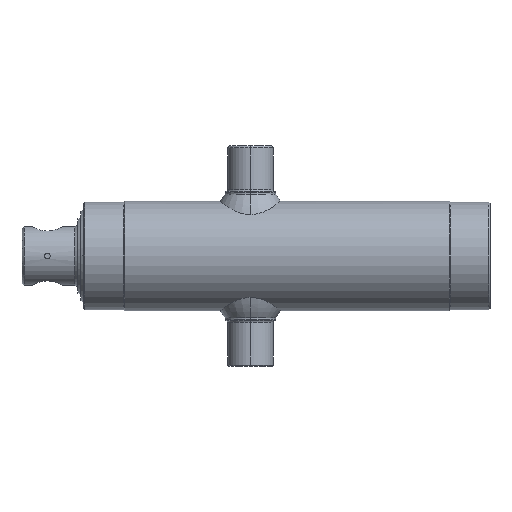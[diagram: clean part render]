
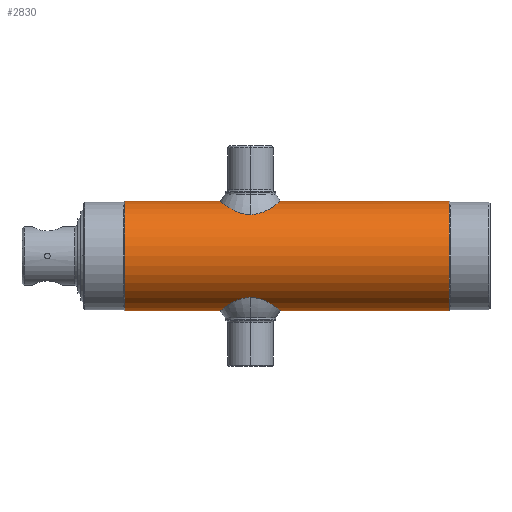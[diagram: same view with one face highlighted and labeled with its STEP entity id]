
A CAD part, left-side view. The second image highlights one B-rep face of the part: STEP entity #2830.
In plain terms, the highlighted cylindrical face has radius 54 mm (diameter 108 mm), a partial arc.
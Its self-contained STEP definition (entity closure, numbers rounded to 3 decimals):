
#77 = CARTESIAN_POINT ( 'NONE',  ( 0., 230., 54. ) ) ;
#123 = CARTESIAN_POINT ( 'NONE',  ( 0., 230., 54. ) ) ;
#128 = VERTEX_POINT ( 'NONE', #6471 ) ;
#202 = EDGE_CURVE ( 'NONE', #9046, #6056, #1760, .T. ) ;
#240 = CARTESIAN_POINT ( 'NONE',  ( -4.77, 239.661, 53.789 ) ) ;
#393 = CARTESIAN_POINT ( 'NONE',  ( -5.962, 235.218, 53.67 ) ) ;
#425 = CARTESIAN_POINT ( 'NONE',  ( -4.522, 232.037, 53.811 ) ) ;
#503 = CARTESIAN_POINT ( 'NONE',  ( -1.362, 241.847, 53.983 ) ) ;
#832 = CARTESIAN_POINT ( 'NONE',  ( -2.653, 241.385, 53.935 ) ) ;
#856 = CARTESIAN_POINT ( 'NONE',  ( -2.299, 241.552, 53.952 ) ) ;
#862 = EDGE_CURVE ( 'NONE', #128, #2557, #2619, .T. ) ;
#988 = ORIENTED_EDGE ( 'NONE', *, *, #7629, .F. ) ;
#1125 = CARTESIAN_POINT ( 'NONE',  ( -5.846, 237.366, 53.683 ) ) ;
#1156 = CARTESIAN_POINT ( 'NONE',  ( -3.006, 230.804, 53.917 ) ) ;
#1362 = CARTESIAN_POINT ( 'NONE',  ( 0., 242., 54. ) ) ;
#1390 = CARTESIAN_POINT ( 'NONE',  ( -5.616, 238.121, 53.707 ) ) ;
#1502 = CARTESIAN_POINT ( 'NONE',  ( -1.555, 241.798, 53.978 ) ) ;
#1671 = DIRECTION ( 'NONE',  ( 0., 1., 0. ) ) ;
#1760 = B_SPLINE_CURVE_WITH_KNOTS ( 'NONE', 3,
 ( #1362, #2662, #2561, #503, #1502, #4631, #856, #832, #3231, #6242, #6860, #3144, #3424, #240, #9113, #2490, #1390, #5873, #4883, #1125, #6254, #3311, #7718, #393, #5547, #4810, #4051, #3277, #1860, #8435, #4844, #425, #5574, #4079, #9182, #1156, #6230, #5303, #8565, #8600, #7463, #7846, #123 ),
 .UNSPECIFIED., .F., .F.,
 ( 4, 2, 2, 1, 2, 2, 2, 2, 2, 2, 2, 2, 2, 2, 2, 2, 2, 2, 2, 2, 2, 4 ),
 ( 0.019, 0.02, 0.021, 0.021, 0.022, 0.022, 0.023, 0.025, 0.026, 0.026, 0.027, 0.028, 0.029, 0.03, 0.031, 0.032, 0.033, 0.034, 0.035, 0.035, 0.036, 0.038 ),
 .UNSPECIFIED. ) ;
#1820 = CARTESIAN_POINT ( 'NONE',  ( 0., 360., 0. ) ) ;
#1860 = CARTESIAN_POINT ( 'NONE',  ( -5.394, 233.342, 53.73 ) ) ;
#2432 = CARTESIAN_POINT ( 'NONE',  ( 0., 610.194, 0. ) ) ;
#2490 = CARTESIAN_POINT ( 'NONE',  ( -5.39, 238.665, 53.731 ) ) ;
#2541 = DIRECTION ( 'NONE',  ( 0., 0., 1. ) ) ;
#2557 = VERTEX_POINT ( 'NONE', #8665 ) ;
#2560 = DIRECTION ( 'NONE',  ( 0., 1., 0. ) ) ;
#2561 = CARTESIAN_POINT ( 'NONE',  ( -0.781, 241.962, 53.996 ) ) ;
#2597 = DIRECTION ( 'NONE',  ( 0., 0., 1. ) ) ;
#2619 = CIRCLE ( 'NONE', #9150, 54. ) ;
#2662 = CARTESIAN_POINT ( 'NONE',  ( -0.392, 242., 54. ) ) ;
#2674 = LINE ( 'NONE', #5887, #7564 ) ;
#2739 = ORIENTED_EDGE ( 'NONE', *, *, #3325, .T. ) ;
#2830 = ADVANCED_FACE ( 'NONE', ( #7258 ), #7248, .T. ) ;
#2871 = ORIENTED_EDGE ( 'NONE', *, *, #202, .F. ) ;
#3144 = CARTESIAN_POINT ( 'NONE',  ( -3.963, 240.522, 53.855 ) ) ;
#3231 = CARTESIAN_POINT ( 'NONE',  ( -2.999, 241.2, 53.917 ) ) ;
#3277 = CARTESIAN_POINT ( 'NONE',  ( -5.619, 233.888, 53.707 ) ) ;
#3311 = CARTESIAN_POINT ( 'NONE',  ( -6., 236.401, 53.666 ) ) ;
#3325 = EDGE_CURVE ( 'NONE', #2557, #6056, #6097, .T. ) ;
#3424 = CARTESIAN_POINT ( 'NONE',  ( -4.516, 239.969, 53.812 ) ) ;
#4007 = CIRCLE ( 'NONE', #8286, 54. ) ;
#4051 = CARTESIAN_POINT ( 'NONE',  ( -5.686, 234.075, 53.7 ) ) ;
#4079 = CARTESIAN_POINT ( 'NONE',  ( -3.668, 231.235, 53.876 ) ) ;
#4114 = CARTESIAN_POINT ( 'NONE',  ( 0., 360., -54. ) ) ;
#4259 = CARTESIAN_POINT ( 'NONE',  ( 0., 610.194, 54. ) ) ;
#4513 = CARTESIAN_POINT ( 'NONE',  ( 0., 242., 54. ) ) ;
#4544 = ORIENTED_EDGE ( 'NONE', *, *, #6039, .F. ) ;
#4631 = CARTESIAN_POINT ( 'NONE',  ( -1.931, 241.684, 53.966 ) ) ;
#4810 = CARTESIAN_POINT ( 'NONE',  ( -5.8, 234.452, 53.688 ) ) ;
#4844 = CARTESIAN_POINT ( 'NONE',  ( -4.775, 232.346, 53.789 ) ) ;
#4883 = CARTESIAN_POINT ( 'NONE',  ( -5.798, 237.556, 53.688 ) ) ;
#4939 = ORIENTED_EDGE ( 'NONE', *, *, #8788, .T. ) ;
#5010 = DIRECTION ( 'NONE',  ( 0., 1., 0. ) ) ;
#5303 = CARTESIAN_POINT ( 'NONE',  ( -2.483, 230.535, 53.943 ) ) ;
#5341 = VERTEX_POINT ( 'NONE', #4114 ) ;
#5547 = CARTESIAN_POINT ( 'NONE',  ( -5.848, 234.642, 53.682 ) ) ;
#5574 = CARTESIAN_POINT ( 'NONE',  ( -3.969, 231.484, 53.855 ) ) ;
#5873 = CARTESIAN_POINT ( 'NONE',  ( -5.683, 237.933, 53.7 ) ) ;
#5887 = CARTESIAN_POINT ( 'NONE',  ( 0., 610.194, -54. ) ) ;
#6039 = EDGE_CURVE ( 'NONE', #128, #5341, #2674, .T. ) ;
#6056 = VERTEX_POINT ( 'NONE', #77 ) ;
#6097 = LINE ( 'NONE', #6811, #6209 ) ;
#6209 = VECTOR ( 'NONE', #1671, 1000. ) ;
#6230 = CARTESIAN_POINT ( 'NONE',  ( -2.66, 230.618, 53.935 ) ) ;
#6242 = CARTESIAN_POINT ( 'NONE',  ( -3.169, 241.099, 53.907 ) ) ;
#6254 = CARTESIAN_POINT ( 'NONE',  ( -5.96, 236.791, 53.67 ) ) ;
#6471 = CARTESIAN_POINT ( 'NONE',  ( 0., 40., -54. ) ) ;
#6539 = VERTEX_POINT ( 'NONE', #7388 ) ;
#6756 = LINE ( 'NONE', #4259, #6853 ) ;
#6784 = ORIENTED_EDGE ( 'NONE', *, *, #862, .T. ) ;
#6811 = CARTESIAN_POINT ( 'NONE',  ( 0., 610.194, 54. ) ) ;
#6853 = VECTOR ( 'NONE', #5010, 1000. ) ;
#6860 = CARTESIAN_POINT ( 'NONE',  ( -3.661, 240.77, 53.877 ) ) ;
#6946 = DIRECTION ( 'NONE',  ( 0., 1., 0. ) ) ;
#6986 = EDGE_LOOP ( 'NONE', ( #4544, #6784, #2739, #2871, #4939, #988 ) ) ;
#7062 = DIRECTION ( 'NONE',  ( 0., 1., 0. ) ) ;
#7248 = CYLINDRICAL_SURFACE ( 'NONE', #8257, 54. ) ;
#7258 = FACE_OUTER_BOUND ( 'NONE', #6986, .T. ) ;
#7388 = CARTESIAN_POINT ( 'NONE',  ( 0., 360., 54. ) ) ;
#7463 = CARTESIAN_POINT ( 'NONE',  ( -0.789, 230.039, 53.996 ) ) ;
#7564 = VECTOR ( 'NONE', #8817, 1000. ) ;
#7629 = EDGE_CURVE ( 'NONE', #5341, #6539, #4007, .T. ) ;
#7718 = CARTESIAN_POINT ( 'NONE',  ( -6., 235.608, 53.666 ) ) ;
#7846 = CARTESIAN_POINT ( 'NONE',  ( -0.397, 230., 54. ) ) ;
#8257 = AXIS2_PLACEMENT_3D ( 'NONE', #2432, #2560, #2597 ) ;
#8286 = AXIS2_PLACEMENT_3D ( 'NONE', #1820, #6946, #2541 ) ;
#8435 = CARTESIAN_POINT ( 'NONE',  ( -5.21, 232.998, 53.749 ) ) ;
#8565 = CARTESIAN_POINT ( 'NONE',  ( -1.942, 230.31, 53.966 ) ) ;
#8581 = CARTESIAN_POINT ( 'NONE',  ( 0., 40., 0. ) ) ;
#8600 = CARTESIAN_POINT ( 'NONE',  ( -1.565, 230.194, 53.979 ) ) ;
#8665 = CARTESIAN_POINT ( 'NONE',  ( 0., 40., 54. ) ) ;
#8788 = EDGE_CURVE ( 'NONE', #9046, #6539, #6756, .T. ) ;
#8817 = DIRECTION ( 'NONE',  ( 0., 1., 0. ) ) ;
#9046 = VERTEX_POINT ( 'NONE', #4513 ) ;
#9113 = CARTESIAN_POINT ( 'NONE',  ( -5.205, 239.009, 53.749 ) ) ;
#9150 = AXIS2_PLACEMENT_3D ( 'NONE', #8581, #7062, #9339 ) ;
#9182 = CARTESIAN_POINT ( 'NONE',  ( -3.176, 230.906, 53.907 ) ) ;
#9339 = DIRECTION ( 'NONE',  ( 0., 0., 1. ) ) ;
